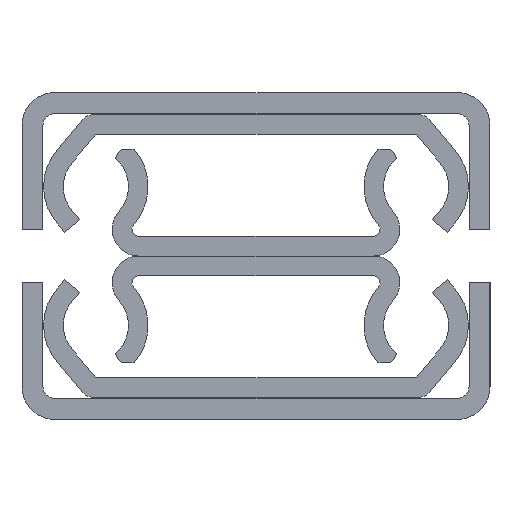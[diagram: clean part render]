
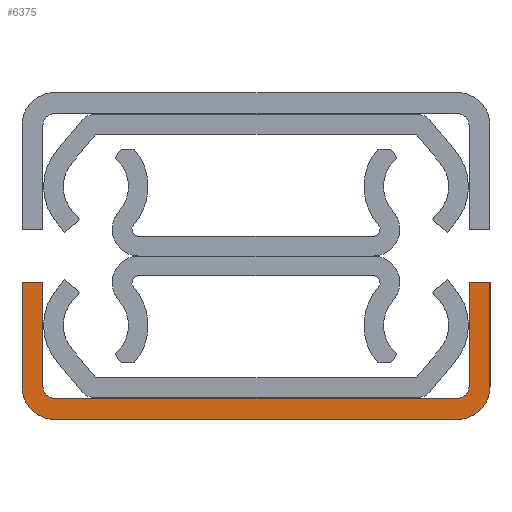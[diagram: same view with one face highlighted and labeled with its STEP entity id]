
A CAD part, left-side view. The second image highlights one B-rep face of the part: STEP entity #6375.
In plain terms, the highlighted face is planar.
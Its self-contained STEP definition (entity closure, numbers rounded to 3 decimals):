
#351 = CIRCLE ( 'NONE', #3414, 1.8 ) ;
#370 = CIRCLE ( 'NONE', #3416, 5. ) ;
#669 = EDGE_CURVE ( 'NONE', #1576, #1581, #5064, .T. ) ;
#672 = EDGE_CURVE ( 'NONE', #1581, #1572, #6411, .T. ) ;
#688 = EDGE_CURVE ( 'NONE', #1572, #1571, #5121, .T. ) ;
#691 = EDGE_CURVE ( 'NONE', #1571, #1577, #5130, .T. ) ;
#693 = EDGE_CURVE ( 'NONE', #1577, #1591, #5136, .T. ) ;
#1390 = EDGE_LOOP ( 'NONE', ( #2576, #2577, #2578, #2574, #2579, #2580, #2581, #2582, #2583, #2584, #2585, #2586 ) ) ;
#1466 = VECTOR ( 'NONE', #5132, 1000. ) ;
#1496 = VECTOR ( 'NONE', #5123, 1000. ) ;
#1513 = VECTOR ( 'NONE', #5066, 1000. ) ;
#1524 = AXIS2_PLACEMENT_3D ( 'NONE', #5072, #5073, #5074 ) ;
#1539 = VECTOR ( 'NONE', #5138, 1000. ) ;
#1571 = VERTEX_POINT ( 'NONE', #2826 ) ;
#1572 = VERTEX_POINT ( 'NONE', #2827 ) ;
#1576 = VERTEX_POINT ( 'NONE', #2831 ) ;
#1577 = VERTEX_POINT ( 'NONE', #2832 ) ;
#1579 = VERTEX_POINT ( 'NONE', #2834 ) ;
#1581 = VERTEX_POINT ( 'NONE', #2836 ) ;
#1583 = VERTEX_POINT ( 'NONE', #2838 ) ;
#1585 = VERTEX_POINT ( 'NONE', #2840 ) ;
#1587 = VERTEX_POINT ( 'NONE', #2842 ) ;
#1589 = VERTEX_POINT ( 'NONE', #2844 ) ;
#1591 = VERTEX_POINT ( 'NONE', #2846 ) ;
#1592 = VERTEX_POINT ( 'NONE', #2847 ) ;
#2088 = LINE ( 'NONE', #2089, #3407 ) ;
#2089 = CARTESIAN_POINT ( 'NONE',  ( 490., 32.6, -17.8 ) ) ;
#2090 = DIRECTION ( 'NONE',  ( 0., 1., 0. ) ) ;
#2097 = LINE ( 'NONE', #2098, #3410 ) ;
#2098 = CARTESIAN_POINT ( 'NONE',  ( 490., 32.6, -1.8 ) ) ;
#2099 = DIRECTION ( 'NONE',  ( 0., 0., -1. ) ) ;
#2111 = CARTESIAN_POINT ( 'NONE',  ( 490., 30.8, -1.8 ) ) ;
#2112 = DIRECTION ( 'NONE',  ( 1., 0., 0. ) ) ;
#2113 = DIRECTION ( 'NONE',  ( 0., 0., -1. ) ) ;
#2114 = CARTESIAN_POINT ( 'NONE',  ( 490., 30.8, -1.8 ) ) ;
#2115 = DIRECTION ( 'NONE',  ( -1., 0., 0. ) ) ;
#2116 = DIRECTION ( 'NONE',  ( 0., 0., -1. ) ) ;
#2118 = LINE ( 'NONE', #2119, #3418 ) ;
#2119 = CARTESIAN_POINT ( 'NONE',  ( 490., 35.8, -17.8 ) ) ;
#2120 = DIRECTION ( 'NONE',  ( 0., 0., 1. ) ) ;
#2361 = PLANE ( 'NONE',  #3542 ) ;
#2362 = CARTESIAN_POINT ( 'NONE',  ( 490., -30.8, -1.8 ) ) ;
#2363 = DIRECTION ( 'NONE',  ( 1., 0., 0. ) ) ;
#2364 = DIRECTION ( 'NONE',  ( 0., 0., -1. ) ) ;
#2574 = ORIENTED_EDGE ( 'NONE', *, *, #6221, .T. ) ;
#2576 = ORIENTED_EDGE ( 'NONE', *, *, #6563, .T. ) ;
#2577 = ORIENTED_EDGE ( 'NONE', *, *, #6564, .T. ) ;
#2578 = ORIENTED_EDGE ( 'NONE', *, *, #6227, .T. ) ;
#2579 = ORIENTED_EDGE ( 'NONE', *, *, #6218, .T. ) ;
#2580 = ORIENTED_EDGE ( 'NONE', *, *, #6228, .T. ) ;
#2581 = ORIENTED_EDGE ( 'NONE', *, *, #6226, .T. ) ;
#2582 = ORIENTED_EDGE ( 'NONE', *, *, #669, .T. ) ;
#2583 = ORIENTED_EDGE ( 'NONE', *, *, #672, .T. ) ;
#2584 = ORIENTED_EDGE ( 'NONE', *, *, #688, .T. ) ;
#2585 = ORIENTED_EDGE ( 'NONE', *, *, #691, .T. ) ;
#2586 = ORIENTED_EDGE ( 'NONE', *, *, #693, .T. ) ;
#2826 = CARTESIAN_POINT ( 'NONE',  ( 490., -35.8, -17.8 ) ) ;
#2827 = CARTESIAN_POINT ( 'NONE',  ( 490., -35.8, -1.8 ) ) ;
#2831 = CARTESIAN_POINT ( 'NONE',  ( 490., 30.8, 3.2 ) ) ;
#2832 = CARTESIAN_POINT ( 'NONE',  ( 490., -32.6, -17.8 ) ) ;
#2834 = CARTESIAN_POINT ( 'NONE',  ( 490., 35.8, -1.8 ) ) ;
#2836 = CARTESIAN_POINT ( 'NONE',  ( 490., -30.8, 3.2 ) ) ;
#2838 = CARTESIAN_POINT ( 'NONE',  ( 490., 35.8, -17.8 ) ) ;
#2840 = CARTESIAN_POINT ( 'NONE',  ( 490., 32.6, -17.8 ) ) ;
#2842 = CARTESIAN_POINT ( 'NONE',  ( 490., 32.6, -1.8 ) ) ;
#2844 = CARTESIAN_POINT ( 'NONE',  ( 490., 30.8, 0. ) ) ;
#2846 = CARTESIAN_POINT ( 'NONE',  ( 490., -32.6, -1.8 ) ) ;
#2847 = CARTESIAN_POINT ( 'NONE',  ( 490., -30.8, 0. ) ) ;
#3407 = VECTOR ( 'NONE', #2090, 1000. ) ;
#3410 = VECTOR ( 'NONE', #2099, 1000. ) ;
#3414 = AXIS2_PLACEMENT_3D ( 'NONE', #2114, #2115, #2116 ) ;
#3416 = AXIS2_PLACEMENT_3D ( 'NONE', #2111, #2112, #2113 ) ;
#3418 = VECTOR ( 'NONE', #2120, 1000. ) ;
#3536 = FACE_OUTER_BOUND ( 'NONE', #1390, .T. ) ;
#3542 = AXIS2_PLACEMENT_3D ( 'NONE', #2362, #2363, #2364 ) ;
#3780 = AXIS2_PLACEMENT_3D ( 'NONE', #5741, #5742, #5743 ) ;
#3782 = VECTOR ( 'NONE', #5747, 1000. ) ;
#5064 = LINE ( 'NONE', #5065, #1513 ) ;
#5065 = CARTESIAN_POINT ( 'NONE',  ( 490., 30.8, 3.2 ) ) ;
#5066 = DIRECTION ( 'NONE',  ( 0., -1., 0. ) ) ;
#5072 = CARTESIAN_POINT ( 'NONE',  ( 490., -30.8, -1.8 ) ) ;
#5073 = DIRECTION ( 'NONE',  ( 1., 0., 0. ) ) ;
#5074 = DIRECTION ( 'NONE',  ( 0., 0., -1. ) ) ;
#5121 = LINE ( 'NONE', #5122, #1496 ) ;
#5122 = CARTESIAN_POINT ( 'NONE',  ( 490., -35.8, -1.8 ) ) ;
#5123 = DIRECTION ( 'NONE',  ( 0., 0., -1. ) ) ;
#5130 = LINE ( 'NONE', #5131, #1466 ) ;
#5131 = CARTESIAN_POINT ( 'NONE',  ( 490., -35.8, -17.8 ) ) ;
#5132 = DIRECTION ( 'NONE',  ( 0., 1., 0. ) ) ;
#5136 = LINE ( 'NONE', #5137, #1539 ) ;
#5137 = CARTESIAN_POINT ( 'NONE',  ( 490., -32.6, -17.8 ) ) ;
#5138 = DIRECTION ( 'NONE',  ( 0., 0., 1. ) ) ;
#5741 = CARTESIAN_POINT ( 'NONE',  ( 490., -30.8, -1.8 ) ) ;
#5742 = DIRECTION ( 'NONE',  ( -1., 0., 0. ) ) ;
#5743 = DIRECTION ( 'NONE',  ( 0., 0., -1. ) ) ;
#5745 = LINE ( 'NONE', #5746, #3782 ) ;
#5746 = CARTESIAN_POINT ( 'NONE',  ( 490., -30.8, 0. ) ) ;
#5747 = DIRECTION ( 'NONE',  ( 0., 1., 0. ) ) ;
#6068 = CIRCLE ( 'NONE', #3780, 1.8 ) ;
#6218 = EDGE_CURVE ( 'NONE', #1585, #1583, #2088, .T. ) ;
#6221 = EDGE_CURVE ( 'NONE', #1587, #1585, #2097, .T. ) ;
#6226 = EDGE_CURVE ( 'NONE', #1579, #1576, #370, .T. ) ;
#6227 = EDGE_CURVE ( 'NONE', #1589, #1587, #351, .T. ) ;
#6228 = EDGE_CURVE ( 'NONE', #1583, #1579, #2118, .T. ) ;
#6375 = ADVANCED_FACE ( 'NONE', ( #3536 ), #2361, .T. ) ;
#6411 = CIRCLE ( 'NONE', #1524, 5. ) ;
#6563 = EDGE_CURVE ( 'NONE', #1591, #1592, #6068, .T. ) ;
#6564 = EDGE_CURVE ( 'NONE', #1592, #1589, #5745, .T. ) ;
